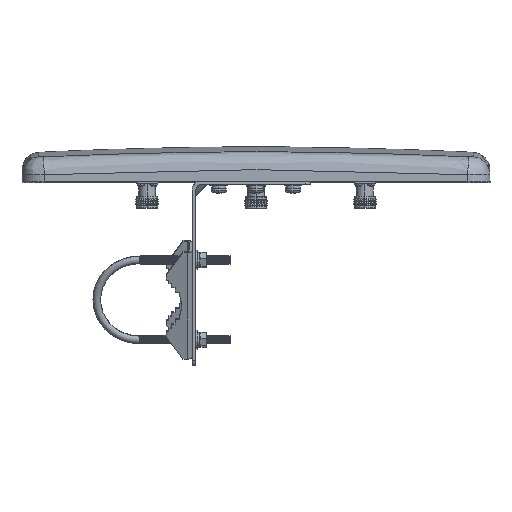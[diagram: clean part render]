
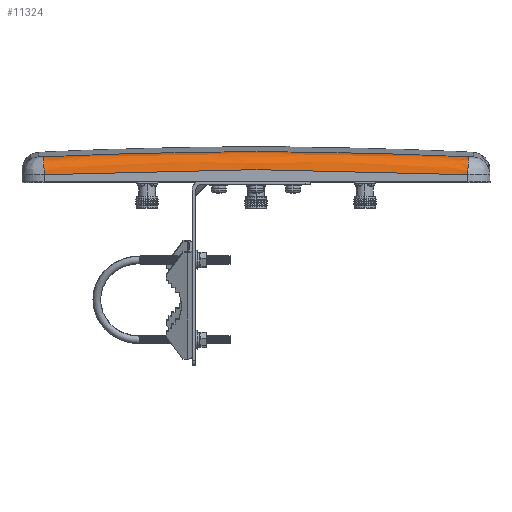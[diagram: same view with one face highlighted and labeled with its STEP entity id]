
A CAD part, top view. The second image highlights one B-rep face of the part: STEP entity #11324.
In plain terms, the highlighted free-form (B-spline) face has degree [3, 3] with [4, 4] control points.
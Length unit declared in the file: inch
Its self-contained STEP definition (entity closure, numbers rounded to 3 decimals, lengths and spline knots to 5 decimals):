
#4650 = CARTESIAN_POINT ( 'NONE',  ( 5.61024, 0.33403, 6.20079 ) ) ;
#4661 = CARTESIAN_POINT ( 'NONE',  ( -5.61024, 0.33403, 6.20079 ) ) ;
#10414 = CARTESIAN_POINT ( 'NONE',  ( -5.61024, 0.33403, 6.20079 ) ) ;
#10416 = CARTESIAN_POINT ( 'NONE',  ( -1.87148, 0.51113, 6.20079 ) ) ;
#10467 = CARTESIAN_POINT ( 'NONE',  ( 1.87148, 0.51113, 6.20079 ) ) ;
#10468 = CARTESIAN_POINT ( 'NONE',  ( 5.61024, 0.33403, 6.20079 ) ) ;
#10487 = CARTESIAN_POINT ( 'NONE',  ( -5.63256, 0.80539, 5.75114 ) ) ;
#10488 = CARTESIAN_POINT ( 'NONE',  ( -5.63196, 0.79255, 6.0171 ) ) ;
#10491 = CARTESIAN_POINT ( 'NONE',  ( 5.63154, 0.78369, 6.20079 ) ) ;
#10492 = CARTESIAN_POINT ( 'NONE',  ( 5.63256, 0.80539, 5.75114 ) ) ;
#10493 = CARTESIAN_POINT ( 'NONE',  ( -5.62283, 0.6, 6.20079 ) ) ;
#10494 = CARTESIAN_POINT ( 'NONE',  ( -5.61024, 0.33403, 6.20079 ) ) ;
#10497 = CARTESIAN_POINT ( 'NONE',  ( 5.61024, 0.33403, 6.20079 ) ) ;
#11324 = ADVANCED_FACE ( 'NONE', ( #77948 ), #52965, .T. ) ;
#22082 = ORIENTED_EDGE ( 'NONE', *, *, #41819, .F. ) ;
#22083 = ORIENTED_EDGE ( 'NONE', *, *, #33352, .F. ) ;
#22084 = ORIENTED_EDGE ( 'NONE', *, *, #41818, .T. ) ;
#22085 = ORIENTED_EDGE ( 'NONE', *, *, #41811, .T. ) ;
#24655 = VERTEX_POINT ( 'NONE', #69953 ) ;
#24681 = VERTEX_POINT ( 'NONE', #69970 ) ;
#33352 = EDGE_CURVE ( 'NONE', #24655, #24681, #90118, .T. ) ;
#35635 = VERTEX_POINT ( 'NONE', #4650 ) ;
#35642 = VERTEX_POINT ( 'NONE', #4661 ) ;
#39943 = EDGE_LOOP ( 'NONE', ( #22082, #22083, #22084, #22085 ) ) ;
#41811 = EDGE_CURVE ( 'NONE', #35642, #35635, #78365, .T. ) ;
#41818 = EDGE_CURVE ( 'NONE', #24655, #35642, #78372, .T. ) ;
#41819 = EDGE_CURVE ( 'NONE', #24681, #35635, #78373, .T. ) ;
#52965 =( BOUNDED_SURFACE ( )  B_SPLINE_SURFACE ( 3, 3, ( 
 ( #76361, #76379, #76381, #76382 ),
 ( #76383, #76385, #76386, #76388 ),
 ( #76390, #76391, #76393, #76395 ),
 ( #76396, #76398, #76400, #76401 ) ),
 .UNSPECIFIED., .F., .F., .F. ) 
 B_SPLINE_SURFACE_WITH_KNOTS ( ( 4, 4 ),
 ( 4, 4 ),
 ( 0., 1. ),
 ( 0., 1. ),
 .UNSPECIFIED. ) 
 GEOMETRIC_REPRESENTATION_ITEM ( )  RATIONAL_B_SPLINE_SURFACE ( (
 ( 1., 0.999, 0.999, 1.),
 ( 0.816, 0.815, 0.815, 0.816),
 ( 0.816, 0.815, 0.815, 0.816),
 ( 1., 0.999, 0.999, 1.) ) ) 
 REPRESENTATION_ITEM ( '' )  SURFACE ( )  );
#63157 = AXIS2_PLACEMENT_3D ( 'NONE', #91744, #91745, #91746 ) ;
#69953 = CARTESIAN_POINT ( 'NONE',  ( -5.63256, 0.80539, 5.75114 ) ) ;
#69970 = CARTESIAN_POINT ( 'NONE',  ( 5.63256, 0.80539, 5.75114 ) ) ;
#76361 = CARTESIAN_POINT ( 'NONE',  ( -5.63256, 0.80539, 5.75114 ) ) ;
#76379 = CARTESIAN_POINT ( 'NONE',  ( -1.87892, 0.98319, 5.75114 ) ) ;
#76381 = CARTESIAN_POINT ( 'NONE',  ( 1.87892, 0.98319, 5.75114 ) ) ;
#76382 = CARTESIAN_POINT ( 'NONE',  ( 5.63256, 0.80539, 5.75114 ) ) ;
#76383 = CARTESIAN_POINT ( 'NONE',  ( -5.63196, 0.79255, 6.0171 ) ) ;
#76385 = CARTESIAN_POINT ( 'NONE',  ( -1.87872, 0.97034, 6.0171 ) ) ;
#76386 = CARTESIAN_POINT ( 'NONE',  ( 1.87872, 0.97034, 6.0171 ) ) ;
#76388 = CARTESIAN_POINT ( 'NONE',  ( 5.63196, 0.79255, 6.0171 ) ) ;
#76390 = CARTESIAN_POINT ( 'NONE',  ( -5.62283, 0.6, 6.20079 ) ) ;
#76391 = CARTESIAN_POINT ( 'NONE',  ( -1.87568, 0.7775, 6.20079 ) ) ;
#76393 = CARTESIAN_POINT ( 'NONE',  ( 1.87568, 0.7775, 6.20079 ) ) ;
#76395 = CARTESIAN_POINT ( 'NONE',  ( 5.62283, 0.6, 6.20079 ) ) ;
#76396 = CARTESIAN_POINT ( 'NONE',  ( -5.61024, 0.33403, 6.20079 ) ) ;
#76398 = CARTESIAN_POINT ( 'NONE',  ( -1.87148, 0.51113, 6.20079 ) ) ;
#76400 = CARTESIAN_POINT ( 'NONE',  ( 1.87148, 0.51113, 6.20079 ) ) ;
#76401 = CARTESIAN_POINT ( 'NONE',  ( 5.61024, 0.33403, 6.20079 ) ) ;
#77948 = FACE_OUTER_BOUND ( 'NONE', #39943, .T. ) ;
#78365 =( BOUNDED_CURVE ( )  B_SPLINE_CURVE ( 3, ( #10414, #10416, #10467, #10468 ),
 .UNSPECIFIED., .F., .F. ) 
 B_SPLINE_CURVE_WITH_KNOTS ( ( 4, 4 ),
 ( 0., 1. ),
 .UNSPECIFIED. ) 
 CURVE ( )  GEOMETRIC_REPRESENTATION_ITEM ( )  RATIONAL_B_SPLINE_CURVE ( ( 1., 0.999, 0.999, 1. ) ) 
 REPRESENTATION_ITEM ( '' )  );
#78372 =( BOUNDED_CURVE ( )  B_SPLINE_CURVE ( 3, ( #10487, #10488, #10493, #10494 ),
 .UNSPECIFIED., .F., .F. ) 
 B_SPLINE_CURVE_WITH_KNOTS ( ( 4, 4 ),
 ( 0., 1. ),
 .UNSPECIFIED. ) 
 CURVE ( )  GEOMETRIC_REPRESENTATION_ITEM ( )  RATIONAL_B_SPLINE_CURVE ( ( 1., 0.816, 0.816, 1. ) ) 
 REPRESENTATION_ITEM ( '' )  );
#78373 =( BOUNDED_CURVE ( )  B_SPLINE_CURVE ( 2, ( #10492, #10491, #10497 ),
 .UNSPECIFIED., .F., .F. ) 
 B_SPLINE_CURVE_WITH_KNOTS ( ( 3, 3 ),
 ( 0., 1. ),
 .UNSPECIFIED. ) 
 CURVE ( )  GEOMETRIC_REPRESENTATION_ITEM ( )  RATIONAL_B_SPLINE_CURVE ( ( 1., 0.724, 1. ) ) 
 REPRESENTATION_ITEM ( '' )  );
#90118 = CIRCLE ( 'NONE', #63157, 119.04236 ) ;
#91744 = CARTESIAN_POINT ( 'NONE',  ( 0., -118.10364, 5.75114 ) ) ;
#91745 = DIRECTION ( 'NONE',  ( 0., 0., -1. ) ) ;
#91746 = DIRECTION ( 'NONE',  ( -0.048, 0.999, 0. ) ) ;
